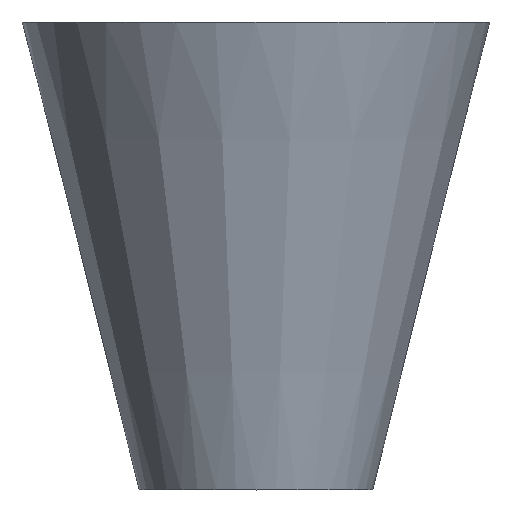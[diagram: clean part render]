
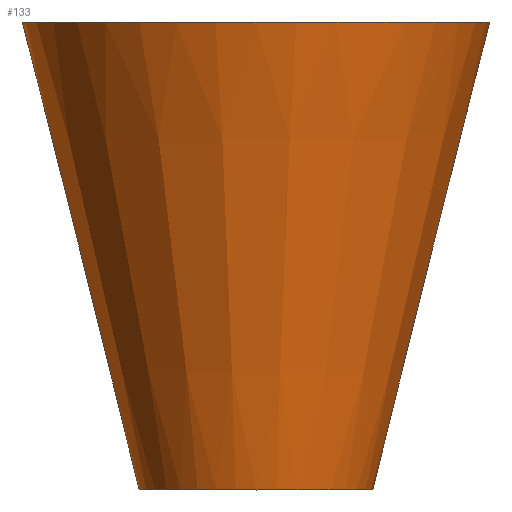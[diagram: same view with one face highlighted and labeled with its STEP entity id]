
A CAD part, top view. The second image highlights one B-rep face of the part: STEP entity #133.
In plain terms, the highlighted conical face has half-angle 14.036 degrees and reference radius 100 mm.
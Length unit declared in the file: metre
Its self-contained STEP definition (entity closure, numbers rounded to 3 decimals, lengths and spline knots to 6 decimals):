
#133 = ADVANCED_FACE( '', ( #139, #140 ), #141, .T. );
#139 = FACE_BOUND( '', #147, .T. );
#140 = FACE_OUTER_BOUND( '', #148, .T. );
#141 = CONICAL_SURFACE( '', #149, 0.1, 0.245 );
#147 = EDGE_LOOP( '', ( #156 ) );
#148 = EDGE_LOOP( '', ( #157 ) );
#149 = AXIS2_PLACEMENT_3D( '', #158, #159, #160 );
#156 = ORIENTED_EDGE( '', *, *, #166, .T. );
#157 = ORIENTED_EDGE( '', *, *, #165, .T. );
#158 = CARTESIAN_POINT( '', ( 0., 0., 0. ) );
#159 = DIRECTION( '', ( 0., 0., 1. ) );
#160 = DIRECTION( '', ( 1., 0., 0. ) );
#165 = EDGE_CURVE( '', #167, #167, #168, .T. );
#166 = EDGE_CURVE( '', #169, #169, #170, .T. );
#167 = VERTEX_POINT( '', #171 );
#168 = CIRCLE( '', #172, 0.2 );
#169 = VERTEX_POINT( '', #173 );
#170 = CIRCLE( '', #174, 0.1 );
#171 = CARTESIAN_POINT( '', ( 0.2, 0., 0.4 ) );
#172 = AXIS2_PLACEMENT_3D( '', #175, #176, #177 );
#173 = CARTESIAN_POINT( '', ( 0.1, 0., 0. ) );
#174 = AXIS2_PLACEMENT_3D( '', #178, #179, #180 );
#175 = CARTESIAN_POINT( '', ( 0., 0., 0.4 ) );
#176 = DIRECTION( '', ( 0., 0., -1. ) );
#177 = DIRECTION( '', ( 1., 0., 0. ) );
#178 = CARTESIAN_POINT( '', ( 0., 0., 0. ) );
#179 = DIRECTION( '', ( 0., 0., 1. ) );
#180 = DIRECTION( '', ( 1., 0., 0. ) );
